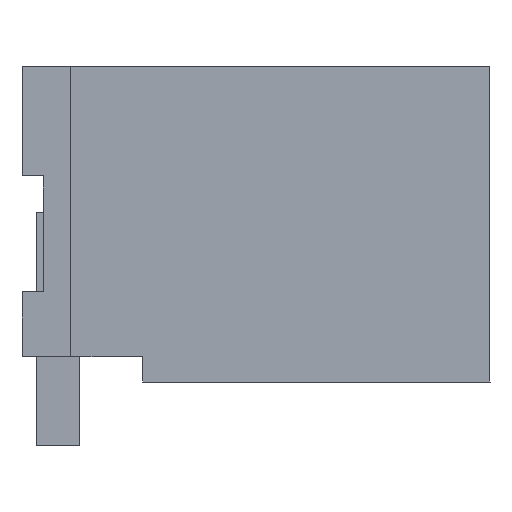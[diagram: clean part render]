
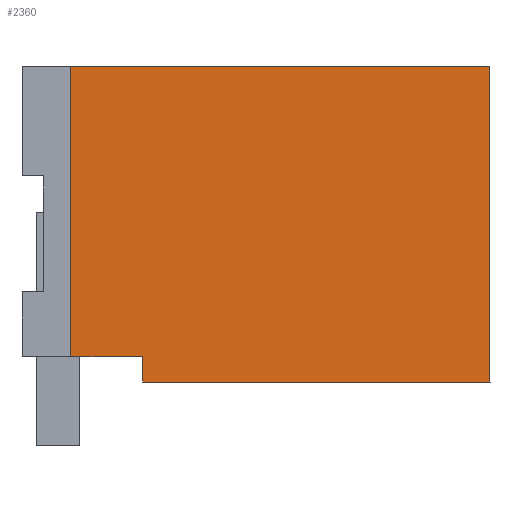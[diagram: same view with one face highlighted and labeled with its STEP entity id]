
A CAD part, left-side view. The second image highlights one B-rep face of the part: STEP entity #2360.
In plain terms, the highlighted planar face has unit normal (-1, 0, 0).
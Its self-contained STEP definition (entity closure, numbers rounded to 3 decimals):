
#2338=AXIS2_PLACEMENT_3D('Plane Axis2P3D',#2335,#2336,#2337) ;
#464=CARTESIAN_POINT('Vertex',(0.,8.2,2.1)) ;
#467=CARTESIAN_POINT('Line Origine',(0.,9.05,2.1)) ;
#471=CARTESIAN_POINT('Vertex',(0.,9.9,2.1)) ;
#634=CARTESIAN_POINT('Line Origine',(0.,9.9,5.525)) ;
#638=CARTESIAN_POINT('Vertex',(0.,9.9,8.95)) ;
#848=CARTESIAN_POINT('Line Origine',(0.,4.95,8.95)) ;
#852=CARTESIAN_POINT('Vertex',(0.,0.,8.95)) ;
#2319=CARTESIAN_POINT('Vertex',(0.,8.2,1.5)) ;
#2322=CARTESIAN_POINT('Line Origine',(0.,8.2,1.8)) ;
#2335=CARTESIAN_POINT('Axis2P3D Location',(0.,11.05,-1.55)) ;
#2340=CARTESIAN_POINT('Line Origine',(0.,4.1,1.5)) ;
#2344=CARTESIAN_POINT('Vertex',(0.,0.,1.5)) ;
#2347=CARTESIAN_POINT('Line Origine',(0.,0.,5.225)) ;
#468=DIRECTION('Vector Direction',(0.,-1.,0.)) ;
#635=DIRECTION('Vector Direction',(0.,0.,-1.)) ;
#849=DIRECTION('Vector Direction',(0.,1.,0.)) ;
#2323=DIRECTION('Vector Direction',(0.,0.,1.)) ;
#2336=DIRECTION('Axis2P3D Direction',(-1.,0.,0.)) ;
#2337=DIRECTION('Axis2P3D XDirection',(0.,-1.,0.)) ;
#2341=DIRECTION('Vector Direction',(0.,1.,0.)) ;
#2348=DIRECTION('Vector Direction',(0.,0.,-1.)) ;
#469=VECTOR('Line Direction',#468,1.) ;
#636=VECTOR('Line Direction',#635,1.) ;
#850=VECTOR('Line Direction',#849,1.) ;
#2324=VECTOR('Line Direction',#2323,1.) ;
#2342=VECTOR('Line Direction',#2341,1.) ;
#2349=VECTOR('Line Direction',#2348,1.) ;
#2353=ORIENTED_EDGE('',*,*,#473,.T.) ;
#2354=ORIENTED_EDGE('',*,*,#2326,.F.) ;
#2355=ORIENTED_EDGE('',*,*,#2346,.T.) ;
#2356=ORIENTED_EDGE('',*,*,#2351,.T.) ;
#2357=ORIENTED_EDGE('',*,*,#854,.T.) ;
#2358=ORIENTED_EDGE('',*,*,#640,.T.) ;
#2360=ADVANCED_FACE('HOUSING',(#2359),#2339,.T.) ;
#473=EDGE_CURVE('',#472,#465,#470,.T.) ;
#640=EDGE_CURVE('',#639,#472,#637,.T.) ;
#854=EDGE_CURVE('',#853,#639,#851,.T.) ;
#2326=EDGE_CURVE('',#2320,#465,#2325,.T.) ;
#2346=EDGE_CURVE('',#2320,#2345,#2343,.F.) ;
#2351=EDGE_CURVE('',#2345,#853,#2350,.F.) ;
#2352=EDGE_LOOP('',(#2353,#2354,#2355,#2356,#2357,#2358)) ;
#2359=FACE_OUTER_BOUND('',#2352,.T.) ;
#470=LINE('Line',#467,#469) ;
#637=LINE('Line',#634,#636) ;
#851=LINE('Line',#848,#850) ;
#2325=LINE('Line',#2322,#2324) ;
#2343=LINE('Line',#2340,#2342) ;
#2350=LINE('Line',#2347,#2349) ;
#2339=PLANE('',#2338) ;
#465=VERTEX_POINT('',#464) ;
#472=VERTEX_POINT('',#471) ;
#639=VERTEX_POINT('',#638) ;
#853=VERTEX_POINT('',#852) ;
#2320=VERTEX_POINT('',#2319) ;
#2345=VERTEX_POINT('',#2344) ;
